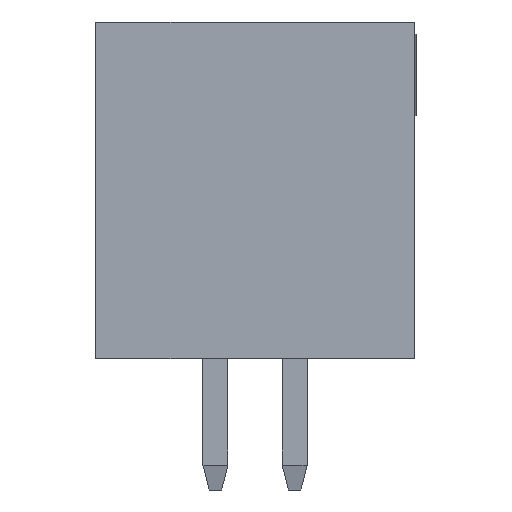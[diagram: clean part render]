
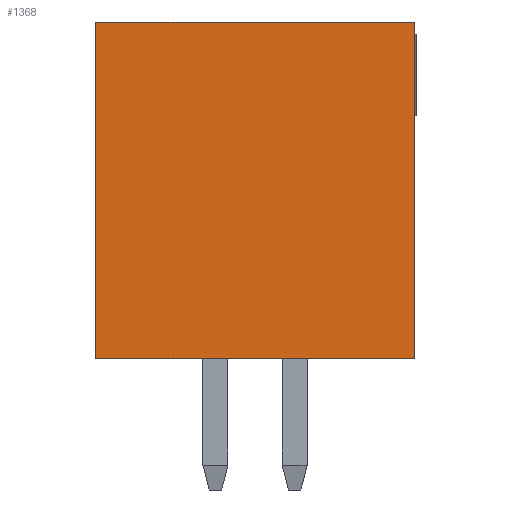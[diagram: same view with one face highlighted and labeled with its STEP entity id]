
A CAD part, left-side view. The second image highlights one B-rep face of the part: STEP entity #1368.
In plain terms, the highlighted planar face has unit normal (-1, 0, 0).
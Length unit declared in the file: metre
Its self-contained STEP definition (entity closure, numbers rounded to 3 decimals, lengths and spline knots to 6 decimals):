
#842 = EDGE_CURVE( '', #2362, #2363, #2364, .T. );
#956 = EDGE_CURVE( '', #2552, #2363, #2553, .T. );
#1368 = ADVANCED_FACE( '', ( #3156 ), #3157, .T. );
#1594 = EDGE_CURVE( '', #2362, #3448, #3449, .T. );
#1980 = EDGE_CURVE( '', #3448, #2552, #3893, .T. );
#2362 = VERTEX_POINT( '', #4375 );
#2363 = VERTEX_POINT( '', #4376 );
#2364 = LINE( '', #4377, #4378 );
#2552 = VERTEX_POINT( '', #4633 );
#2553 = LINE( '', #4634, #4635 );
#3156 = FACE_OUTER_BOUND( '', #5542, .T. );
#3157 = PLANE( '', #5543 );
#3448 = VERTEX_POINT( '', #5987 );
#3449 = LINE( '', #5988, #5989 );
#3893 = LINE( '', #6724, #6725 );
#4375 = CARTESIAN_POINT( '', ( -0.006325, -0.00255, 0.0054 ) );
#4376 = CARTESIAN_POINT( '', ( -0.006325, 0.00255, 0.0054 ) );
#4377 = CARTESIAN_POINT( '', ( -0.006325, -0.00255, 0.0054 ) );
#4378 = VECTOR( '', #7177, 1. );
#4633 = CARTESIAN_POINT( '', ( -0.006325, 0.00255, 0. ) );
#4634 = CARTESIAN_POINT( '', ( -0.006325, 0.00255, 0. ) );
#4635 = VECTOR( '', #7395, 1. );
#5542 = EDGE_LOOP( '', ( #8065, #8066, #8067, #8068 ) );
#5543 = AXIS2_PLACEMENT_3D( '', #8069, #8070, #8071 );
#5987 = CARTESIAN_POINT( '', ( -0.006325, -0.00255, 0. ) );
#5988 = CARTESIAN_POINT( '', ( -0.006325, -0.00255, 0.0054 ) );
#5989 = VECTOR( '', #8444, 1. );
#6724 = CARTESIAN_POINT( '', ( -0.006325, -0.00255, 0. ) );
#6725 = VECTOR( '', #9006, 1. );
#7177 = DIRECTION( '', ( 0., 1., 0. ) );
#7395 = DIRECTION( '', ( 0., 0., 1. ) );
#8065 = ORIENTED_EDGE( '', *, *, #1980, .F. );
#8066 = ORIENTED_EDGE( '', *, *, #1594, .F. );
#8067 = ORIENTED_EDGE( '', *, *, #842, .T. );
#8068 = ORIENTED_EDGE( '', *, *, #956, .F. );
#8069 = CARTESIAN_POINT( '', ( -0.006325, 0., 0. ) );
#8070 = DIRECTION( '', ( -1., 0., 0. ) );
#8071 = DIRECTION( '', ( 0., 0., 1. ) );
#8444 = DIRECTION( '', ( 0., 0., -1. ) );
#9006 = DIRECTION( '', ( 0., 1., 0. ) );
